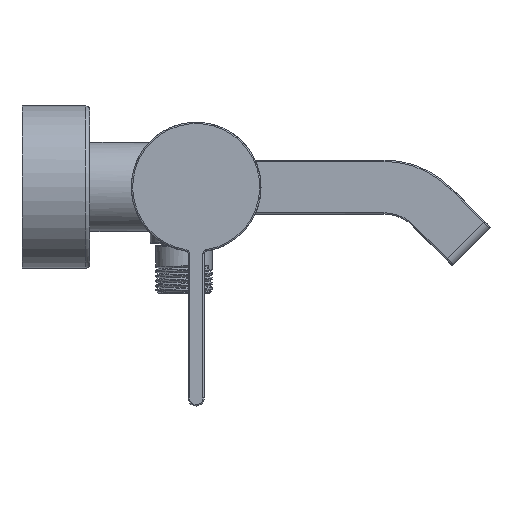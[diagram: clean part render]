
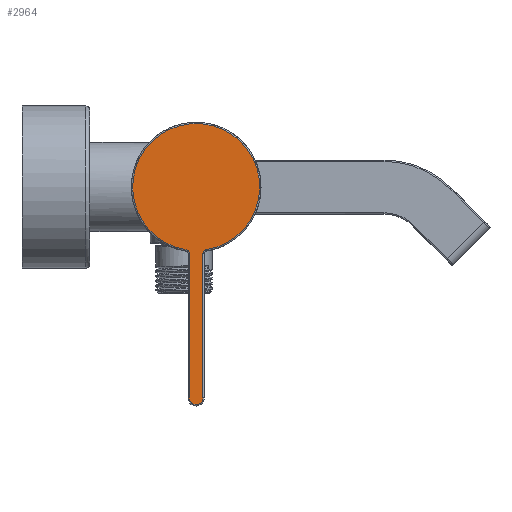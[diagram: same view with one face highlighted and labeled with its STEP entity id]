
A CAD part, left-side view. The second image highlights one B-rep face of the part: STEP entity #2964.
In plain terms, the highlighted face is planar.
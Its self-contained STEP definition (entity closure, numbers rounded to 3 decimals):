
#239=LINE('',#5573,#444);
#245=LINE('',#5603,#450);
#444=VECTOR('',#3810,53.322);
#450=VECTOR('',#3852,53.322);
#738=FACE_OUTER_BOUND('',#938,.T.);
#938=EDGE_LOOP('',(#2169,#2170,#2171,#2172,#2173,#2174));
#1143=CIRCLE('',#3312,2.5);
#1147=CIRCLE('',#3320,1.5);
#1150=CIRCLE('',#3324,23.5);
#1153=CIRCLE('',#3330,1.5);
#1337=VERTEX_POINT('',#5564);
#1338=VERTEX_POINT('',#5566);
#1340=VERTEX_POINT('',#5572);
#1342=VERTEX_POINT('',#5582);
#1344=VERTEX_POINT('',#5588);
#1346=VERTEX_POINT('',#5598);
#1632=EDGE_CURVE('',#1337,#1338,#1143,.T.);
#1635=EDGE_CURVE('',#1338,#1340,#239,.T.);
#1640=EDGE_CURVE('',#1340,#1342,#1147,.T.);
#1643=EDGE_CURVE('',#1342,#1344,#1150,.T.);
#1648=EDGE_CURVE('',#1344,#1346,#1153,.T.);
#1651=EDGE_CURVE('',#1346,#1337,#245,.T.);
#2169=ORIENTED_EDGE('',*,*,#1640,.F.);
#2170=ORIENTED_EDGE('',*,*,#1635,.F.);
#2171=ORIENTED_EDGE('',*,*,#1632,.F.);
#2172=ORIENTED_EDGE('',*,*,#1651,.F.);
#2173=ORIENTED_EDGE('',*,*,#1648,.F.);
#2174=ORIENTED_EDGE('',*,*,#1643,.F.);
#2856=PLANE('',#3334);
#2964=ADVANCED_FACE('',(#738),#2856,.F.);
#3312=AXIS2_PLACEMENT_3D('',#5567,#3803,#3804);
#3320=AXIS2_PLACEMENT_3D('',#5583,#3823,#3824);
#3324=AXIS2_PLACEMENT_3D('',#5589,#3831,#3832);
#3330=AXIS2_PLACEMENT_3D('',#5599,#3845,#3846);
#3334=AXIS2_PLACEMENT_3D('',#5605,#3855,#3856);
#3803=DIRECTION('center_axis',(0.,-1.,0.));
#3804=DIRECTION('ref_axis',(0.,0.,
-1.));
#3810=DIRECTION('',(-1.,0.,0.));
#3823=DIRECTION('center_axis',(0.,1.,0.));
#3824=DIRECTION('ref_axis',(0.,0.,
-1.));
#3831=DIRECTION('center_axis',(0.,-1.,0.));
#3832=DIRECTION('ref_axis',(0.987,0.,0.16));
#3845=DIRECTION('center_axis',(0.,1.,0.));
#3846=DIRECTION('ref_axis',(-0.987,0.,0.16));
#3852=DIRECTION('',(1.,0.,0.));
#3855=DIRECTION('center_axis',(0.,-1.,0.));
#3856=DIRECTION('ref_axis',(-1.,0.,0.));
#5564=CARTESIAN_POINT('',(78.,10.,-2.5));
#5566=CARTESIAN_POINT('',(78.,10.,2.5));
#5567=CARTESIAN_POINT('Origin',(78.,10.,0.));
#5572=CARTESIAN_POINT('',(24.678,10.,2.5));
#5573=CARTESIAN_POINT('',(78.,10.,2.5));
#5582=CARTESIAN_POINT('',(23.197,10.,3.76));
#5583=CARTESIAN_POINT('Origin',(24.678,10.,4.));
#5588=CARTESIAN_POINT('',(23.197,10.,-3.76));
#5589=CARTESIAN_POINT('Origin',(0.,10.,0.));
#5598=CARTESIAN_POINT('',(24.678,10.,-2.5));
#5599=CARTESIAN_POINT('Origin',(24.678,10.,-4.));
#5603=CARTESIAN_POINT('',(24.678,10.,-2.5));
#5605=CARTESIAN_POINT('Origin',(0.,10.,0.));
